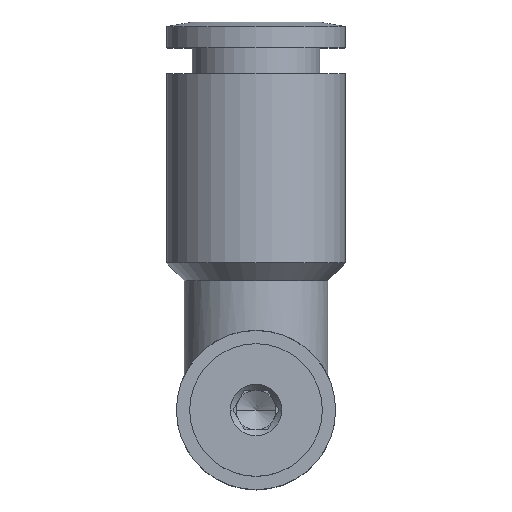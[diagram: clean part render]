
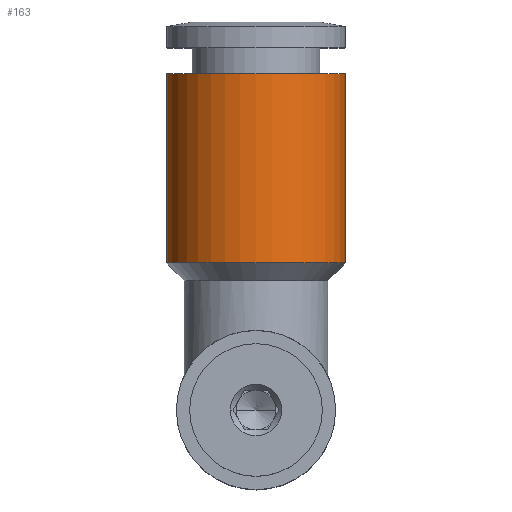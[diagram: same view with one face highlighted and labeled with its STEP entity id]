
A CAD part, top view. The second image highlights one B-rep face of the part: STEP entity #163.
In plain terms, the highlighted cylindrical face has radius 4.5 mm (diameter 9 mm), a partial arc.
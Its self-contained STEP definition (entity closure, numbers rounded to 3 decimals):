
#122=CARTESIAN_POINT('',(0.0,12.15,0.0));
#123=DIRECTION('',(0.0,1.0,0.0));
#124=DIRECTION('',(-1.0,0.0,0.0));
#125=AXIS2_PLACEMENT_3D('',#122,#123,#124);
#126=CYLINDRICAL_SURFACE('',#125,4.5);
#127=CARTESIAN_POINT('',(-4.5,7.4,0.0));
#128=VERTEX_POINT('',#127);
#129=CARTESIAN_POINT('',(-4.5,16.9,0.0));
#130=VERTEX_POINT('',#129);
#131=CARTESIAN_POINT('',(-4.5,7.4,0.0));
#132=DIRECTION('',(0.0,1.0,0.0));
#133=VECTOR('',#132,9.5);
#134=LINE('',#131,#133);
#135=EDGE_CURVE('',#128,#130,#134,.T.);
#136=ORIENTED_EDGE('',*,*,#135,.F.);
#137=CARTESIAN_POINT('',(4.5,7.4,0.));
#138=VERTEX_POINT('',#137);
#139=CARTESIAN_POINT('',(0.0,7.4,0.0));
#140=DIRECTION('',(0.0,1.0,0.0));
#141=DIRECTION('',(-1.0,0.0,0.0));
#142=AXIS2_PLACEMENT_3D('',#139,#140,#141);
#143=CIRCLE('',#142,4.5);
#144=EDGE_CURVE('',#128,#138,#143,.T.);
#145=ORIENTED_EDGE('',*,*,#144,.T.);
#146=CARTESIAN_POINT('',(4.5,16.9,0.));
#147=VERTEX_POINT('',#146);
#148=CARTESIAN_POINT('',(4.5,16.9,0.));
#149=DIRECTION('',(0.0,-1.0,0.0));
#150=VECTOR('',#149,9.5);
#151=LINE('',#148,#150);
#152=EDGE_CURVE('',#147,#138,#151,.T.);
#153=ORIENTED_EDGE('',*,*,#152,.F.);
#154=CARTESIAN_POINT('',(0.0,16.9,0.0));
#155=DIRECTION('',(0.0,1.0,0.0));
#156=DIRECTION('',(-1.0,0.0,0.0));
#157=AXIS2_PLACEMENT_3D('',#154,#155,#156);
#158=CIRCLE('',#157,4.5);
#159=EDGE_CURVE('',#130,#147,#158,.T.);
#160=ORIENTED_EDGE('',*,*,#159,.F.);
#161=EDGE_LOOP('',(#136,#145,#153,#160));
#162=FACE_OUTER_BOUND('',#161,.T.);
#163=ADVANCED_FACE('',(#162),#126,.T.);
